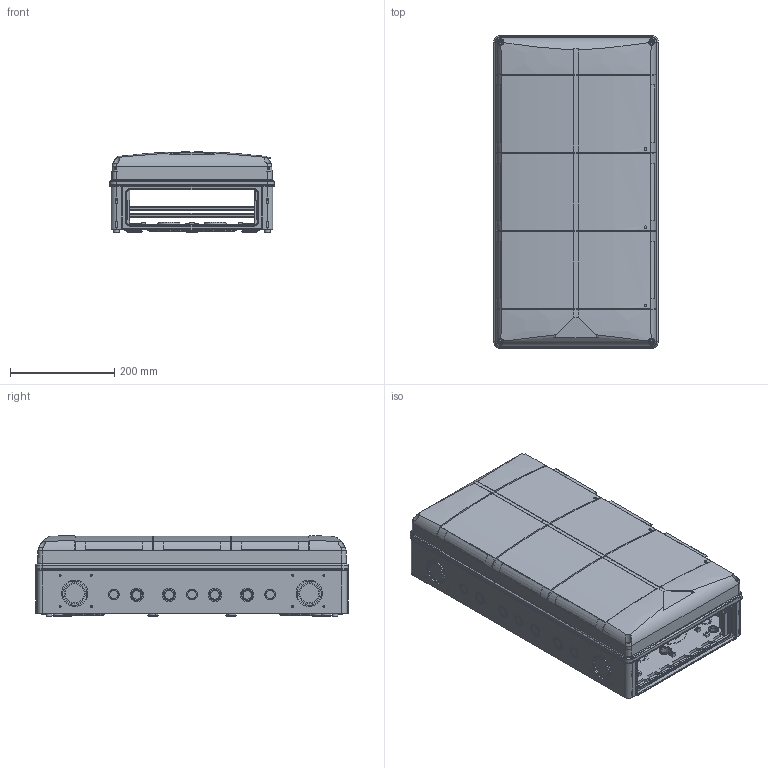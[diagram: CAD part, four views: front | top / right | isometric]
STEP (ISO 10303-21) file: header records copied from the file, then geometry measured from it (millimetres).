
FILE_DESCRIPTION( ( 'STEP AP214' ), ' ' );
FILE_NAME( '73354201.stp', '2018-07-09T15:07:35', ( '' ), ( '' ), ' ', 'PARTsolutions', ' ' );
FILE_SCHEMA( ( 'AUTOMOTIVE_DESIGN { 1 0 10303 214 1 1 1 1 }' ) );
Length unit declared in the file: millimetre
Products named in the file (7): 73354201; _Kasten-ak-III-f-42; _Deckel-ak-III-42; _Klappfenster-ak-III; _Schraube-ak-III; _Schienentraeger-ak-III; _Hutschiene-35mm-ak-III
Assembly tree (22 placements, depth 2):
  73354201
    _Kasten-ak-III-f-42
    _Deckel-ak-III-42
    _Klappfenster-ak-III  x3
    _Schraube-ak-III  x8
    _Schienentraeger-ak-III  x6
    _Hutschiene-35mm-ak-III  x3
Bounding box: 315.5 x 600.5 x 154.5 mm (x, y, z)
Volume: 3370462.8 mm3; surface area: 2170232.8 mm2
Topology: 22 solids, 22 shells, 4572 faces, 12279 edges, 8121 vertices
Faces by surface type: plane 2914, cylinder 1062, cone 518, torus 70, bspline 8
Full cylindrical faces by diameter (mm): 2 x3, 2.3 x4, 3 x3, 3.45 x48, 3.48 x4, 5.326 x4, 5.55 x3, 6.5 x16, 7.088 x24, 8 x8, 8.6 x8, 9 x8, 9.348 x8, 11.8 x8, 13 x8, 16.5 x22, 20.5 x22, 21.5 x16, 25.5 x16, 28.5 x2, 32.5 x2, 36.5 x6, 40.5 x6, 46.5 x4, 50.5 x4
Entity records: 127503 total; most frequent: CARTESIAN_POINT 20903, DIRECTION 16703, ORIENTED_EDGE 16138, EDGE_CURVE 8069, AXIS2_PLACEMENT_3D 5804, VERTEX_POINT 5534, LINE 5095, VECTOR 5095
